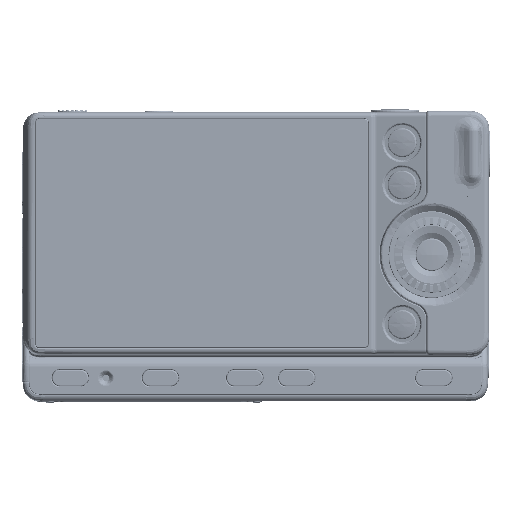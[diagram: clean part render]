
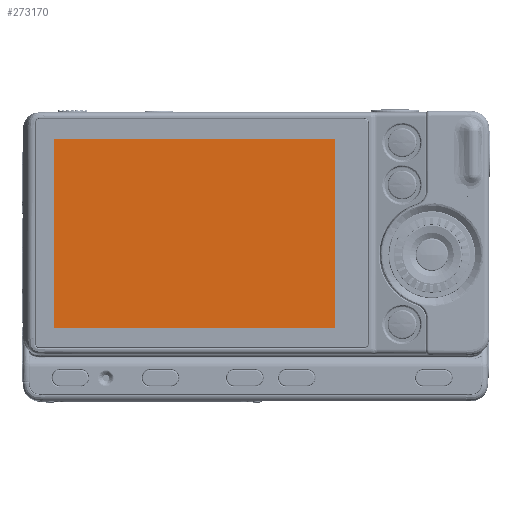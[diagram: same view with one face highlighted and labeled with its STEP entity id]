
A CAD part, top view. The second image highlights one B-rep face of the part: STEP entity #273170.
In plain terms, the highlighted planar face has unit normal (0, 0, 1).
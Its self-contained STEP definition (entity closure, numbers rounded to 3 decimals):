
#9985 = CARTESIAN_POINT ( 'NONE',  ( 33.961, -16.849, 22.8 ) ) ;
#12175 = DIRECTION ( 'NONE',  ( 0., 1., 0. ) ) ;
#20128 = ORIENTED_EDGE ( 'NONE', *, *, #358303, .F. ) ;
#33654 = DIRECTION ( 'NONE',  ( 1., 0., 0. ) ) ;
#39722 = VECTOR ( 'NONE', #109617, 1000. ) ;
#44940 = ORIENTED_EDGE ( 'NONE', *, *, #255358, .F. ) ;
#45220 = CARTESIAN_POINT ( 'NONE',  ( -37.1, 28.551, 22.8 ) ) ;
#62009 = VERTEX_POINT ( 'NONE', #283007 ) ;
#66223 = LINE ( 'NONE', #169992, #39722 ) ;
#67608 = VERTEX_POINT ( 'NONE', #84322 ) ;
#70005 = VECTOR ( 'NONE', #97211, 1000. ) ;
#71245 = CARTESIAN_POINT ( 'NONE',  ( -33.699, -20.8, 22.8 ) ) ;
#84322 = CARTESIAN_POINT ( 'NONE',  ( -33.699, 28.551, 22.8 ) ) ;
#97211 = DIRECTION ( 'NONE',  ( 1., 0., 0. ) ) ;
#101606 = ORIENTED_EDGE ( 'NONE', *, *, #303317, .F. ) ;
#102890 = LINE ( 'NONE', #71245, #340892 ) ;
#104708 = ORIENTED_EDGE ( 'NONE', *, *, #332090, .F. ) ;
#109617 = DIRECTION ( 'NONE',  ( 0., -1., 0. ) ) ;
#115672 = EDGE_LOOP ( 'NONE', ( #44940, #104708, #101606, #20128 ) ) ;
#119017 = VERTEX_POINT ( 'NONE', #324835 ) ;
#141487 = VECTOR ( 'NONE', #160903, 1000. ) ;
#144822 = PLANE ( 'NONE',  #151662 ) ;
#151662 = AXIS2_PLACEMENT_3D ( 'NONE', #171953, #175554, #33654 ) ;
#160903 = DIRECTION ( 'NONE',  ( -1., 0., 0. ) ) ;
#169992 = CARTESIAN_POINT ( 'NONE',  ( 33.961, -20.8, 22.8 ) ) ;
#171953 = CARTESIAN_POINT ( 'NONE',  ( -37.1, -20.8, 22.8 ) ) ;
#175554 = DIRECTION ( 'NONE',  ( 0., 0., 1. ) ) ;
#191675 = CARTESIAN_POINT ( 'NONE',  ( -37.1, -16.849, 22.8 ) ) ;
#202434 = LINE ( 'NONE', #45220, #70005 ) ;
#216314 = LINE ( 'NONE', #191675, #141487 ) ;
#255358 = EDGE_CURVE ( 'NONE', #119017, #67608, #102890, .T. ) ;
#265984 = VERTEX_POINT ( 'NONE', #9985 ) ;
#273170 = ADVANCED_FACE ( 'NONE', ( #279889 ), #144822, .T. ) ;
#279889 = FACE_OUTER_BOUND ( 'NONE', #115672, .T. ) ;
#283007 = CARTESIAN_POINT ( 'NONE',  ( 33.961, 28.551, 22.8 ) ) ;
#303317 = EDGE_CURVE ( 'NONE', #62009, #265984, #66223, .T. ) ;
#324835 = CARTESIAN_POINT ( 'NONE',  ( -33.699, -16.849, 22.8 ) ) ;
#332090 = EDGE_CURVE ( 'NONE', #265984, #119017, #216314, .T. ) ;
#340892 = VECTOR ( 'NONE', #12175, 1000. ) ;
#358303 = EDGE_CURVE ( 'NONE', #67608, #62009, #202434, .T. ) ;
